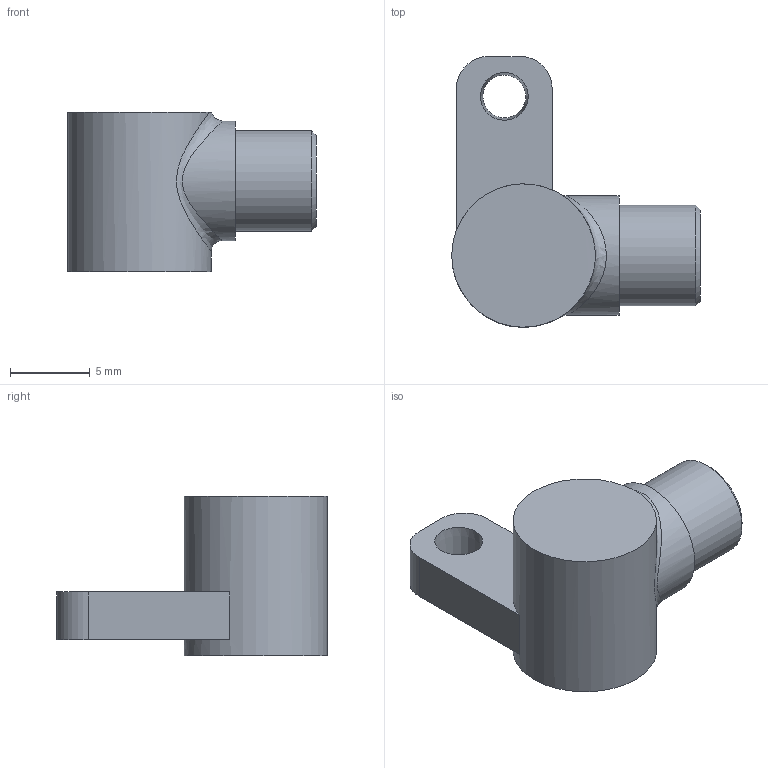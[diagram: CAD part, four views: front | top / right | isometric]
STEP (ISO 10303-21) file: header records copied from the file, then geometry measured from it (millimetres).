
FILE_DESCRIPTION(/* description */ (''),/* implementation_level */ '2;1');
FILE_NAME(/* name */ 'piv Esquerdo v2.step',/* time_stamp */ '2025-08-08T23:56:33-03:00',/* author */ (''),/* organization */ (''),/* preprocessor_version */ 'ST-DEVELOPER v20.1',/* originating_system */ 'Autodesk Translation Framework v14.10.0.0',/* authorisation */ '');
FILE_SCHEMA (('AUTOMOTIVE_DESIGN { 1 0 10303 214 3 1 1 }'));
Length unit declared in the file: millimetre
Products named in the file (1): pivô Esquerdo
Bounding box: 15.6 x 17 x 10 mm (x, y, z)
Volume: 894.6 mm3; surface area: 892.2 mm2
Topology: 2 solids, 2 shells, 27 faces, 55 edges, 36 vertices
Faces by surface type: plane 13, cylinder 10, cone 3, bspline 1
Full cylindrical faces by diameter (mm): 2 x3, 2.7 x1, 5.1 x1, 6.3 x1, 7.5 x1, 9 x1
Entity records: 948 total; most frequent: CARTESIAN_POINT 319, DIRECTION 127, ORIENTED_EDGE 110, EDGE_CURVE 55, AXIS2_PLACEMENT_3D 52, VERTEX_POINT 36, EDGE_LOOP 35, FACE_OUTER_BOUND 27
